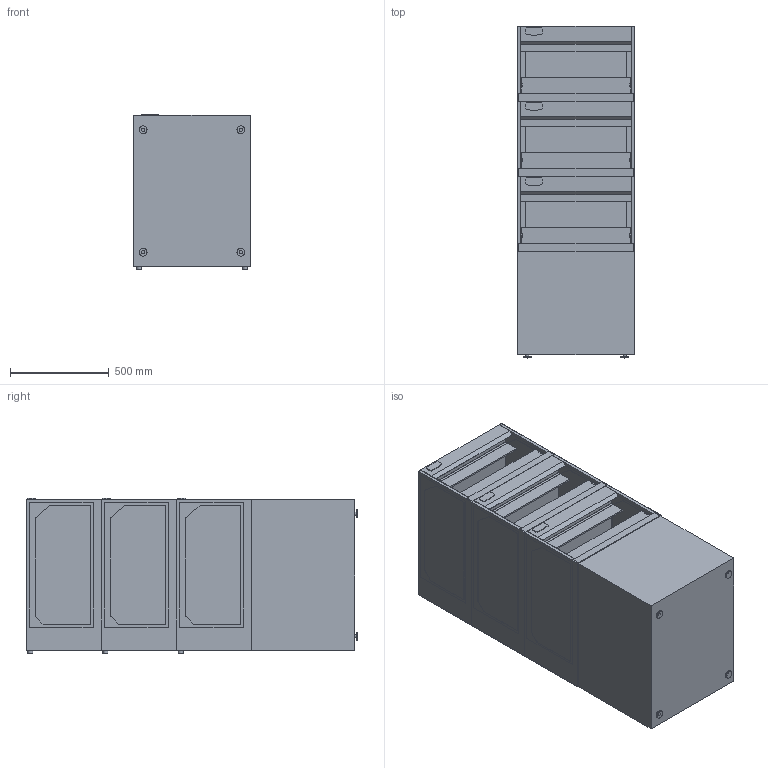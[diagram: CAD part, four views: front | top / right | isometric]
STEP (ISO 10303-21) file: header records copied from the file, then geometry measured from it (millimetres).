
FILE_DESCRIPTION(/* description */ ('Umluftwärmevitrine'),/* implementation_level */ '2;1');
FILE_NAME(/* name */ '3D-AKE-00020630.stp',/* time_stamp */ '2024-09-18T13:48:49+02:00',/* author */ ('marina.schachner'),/* organization */ (''),/* preprocessor_version */ 'ST-DEVELOPER v20',/* originating_system */ 'Autodesk Inventor 2024',/* authorisation */ '');
FILE_SCHEMA (('AUTOMOTIVE_DESIGN { 1 0 10303 214 3 1 1 }'));
Length unit declared in the file: millimetre
Products named in the file (1): 3D-AKE-00020630
Bounding box: 596 x 1678 x 786.35 mm (x, y, z)
Volume: 430372594.7 mm3; surface area: 19174596.5 mm2
Topology: 60 solids, 60 shells, 941 faces, 2298 edges, 1528 vertices
Faces by surface type: plane 753, cylinder 188
Full cylindrical faces by diameter (mm): 16 x4, 25 x6, 40 x4
Entity records: 27436 total; most frequent: CARTESIAN_POINT 4768, ORIENTED_EDGE 4596, DIRECTION 4558, EDGE_CURVE 2298, LINE 1922, VECTOR 1922, VERTEX_POINT 1528, AXIS2_PLACEMENT_3D 1318
